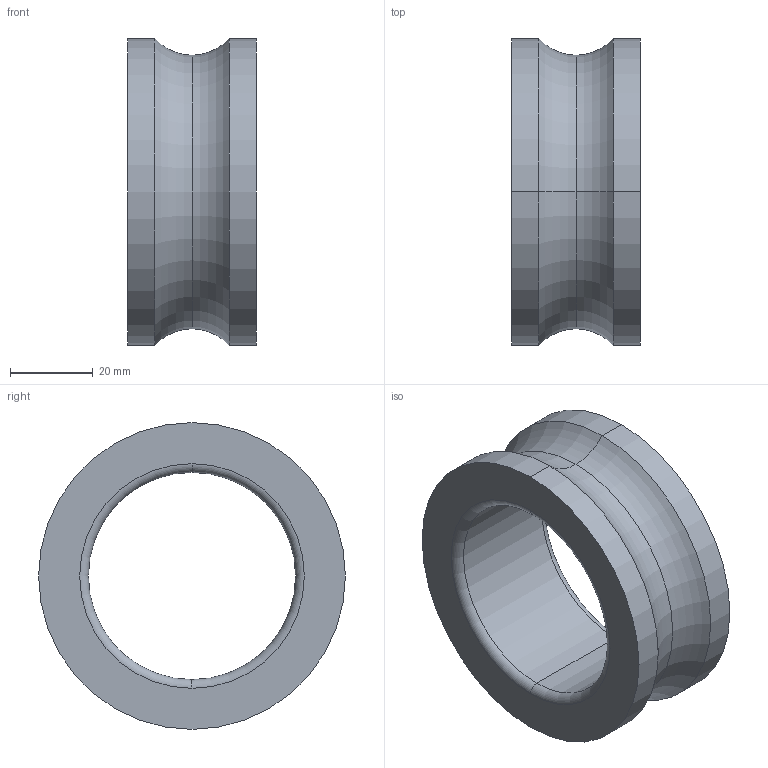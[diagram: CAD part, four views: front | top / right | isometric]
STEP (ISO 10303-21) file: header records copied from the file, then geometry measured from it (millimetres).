
FILE_DESCRIPTION (( 'STEP AP203' ), '1' );
FILE_NAME ('Solidworks_Inner_Ring_Wheel.STEP', '2025-09-14T23:41:54', ( '' ), ( '' ), 'SwSTEP 2.0', 'SolidWorks 2023', '' );
FILE_SCHEMA (( 'CONFIG_CONTROL_DESIGN' ));
Length unit declared in the file: millimetre
Products named in the file (1): Solidworks_Inner_Ring_Wheel
Bounding box: 31 x 74 x 74 mm (x, y, z)
Volume: 61139.4 mm3; surface area: 16671.6 mm2
Topology: 1 solids, 1 shells, 16 faces, 32 edges, 18 vertices
Faces by surface type: torus 8, cylinder 6, plane 2
Entity records: 503 total; most frequent: DIRECTION 92, CARTESIAN_POINT 67, ORIENTED_EDGE 64, AXIS2_PLACEMENT_3D 43, EDGE_CURVE 32, CIRCLE 26, EDGE_LOOP 18, VERTEX_POINT 18
